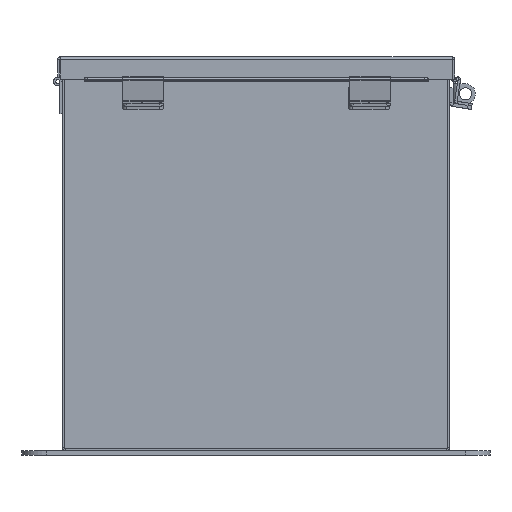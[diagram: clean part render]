
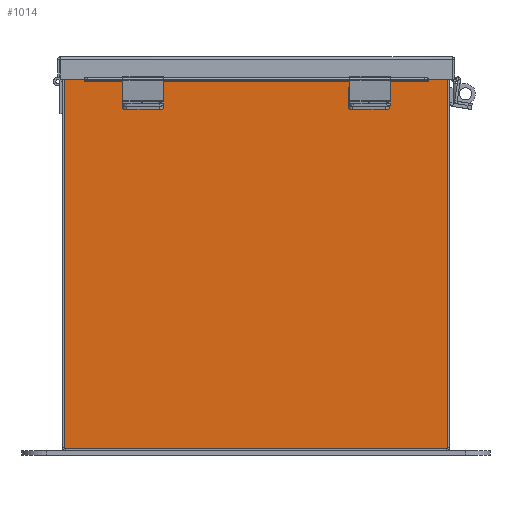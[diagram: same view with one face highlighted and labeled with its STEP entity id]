
A CAD part, front view. The second image highlights one B-rep face of the part: STEP entity #1014.
In plain terms, the highlighted face is planar.
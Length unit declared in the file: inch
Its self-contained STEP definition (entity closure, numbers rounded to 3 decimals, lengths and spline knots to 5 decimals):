
#129 = CARTESIAN_POINT ( 'NONE',  ( 5.5823, 0., 5.9123 ) ) ;
#338 = ORIENTED_EDGE ( 'NONE', *, *, #9999, .F. ) ;
#721 = CARTESIAN_POINT ( 'NONE',  ( -5.9253, 0., 5.9253 ) ) ;
#789 = VECTOR ( 'NONE', #14120, 39.37008 ) ;
#1014 = ADVANCED_FACE ( 'NONE', ( #7710 ), #5631, .F. ) ;
#1036 = DIRECTION ( 'NONE',  ( 0., 0., -1. ) ) ;
#1072 = LINE ( 'NONE', #8303, #12598 ) ;
#1360 = VERTEX_POINT ( 'NONE', #2940 ) ;
#1509 = VERTEX_POINT ( 'NONE', #9243 ) ;
#1717 = VECTOR ( 'NONE', #7511, 39.37008 ) ;
#1788 = VECTOR ( 'NONE', #15604, 39.37008 ) ;
#2289 = VERTEX_POINT ( 'NONE', #16730 ) ;
#2341 = VECTOR ( 'NONE', #18185, 39.37008 ) ;
#2562 = EDGE_CURVE ( 'NONE', #18623, #16591, #1072, .T. ) ;
#2811 = CARTESIAN_POINT ( 'NONE',  ( -5.60098, 0., 5.87495 ) ) ;
#2940 = CARTESIAN_POINT ( 'NONE',  ( 5.61965, 0., 5.9253 ) ) ;
#3198 = ORIENTED_EDGE ( 'NONE', *, *, #11670, .T. ) ;
#3387 = CARTESIAN_POINT ( 'NONE',  ( 5.61965, 0., 5.87495 ) ) ;
#3923 = EDGE_CURVE ( 'NONE', #16591, #10249, #14402, .T. ) ;
#4139 = CARTESIAN_POINT ( 'NONE',  ( -5.9253, 0., 5.9253 ) ) ;
#4285 = VECTOR ( 'NONE', #1036, 39.37008 ) ;
#4339 = DIRECTION ( 'NONE',  ( 0., 0., -1. ) ) ;
#4778 = CIRCLE ( 'NONE', #16914, 0.01867 ) ;
#5141 = DIRECTION ( 'NONE',  ( 0., 0., 1. ) ) ;
#5165 = CARTESIAN_POINT ( 'NONE',  ( -5.5823, 0., 0. ) ) ;
#5334 = ORIENTED_EDGE ( 'NONE', *, *, #13933, .F. ) ;
#5631 = PLANE ( 'NONE',  #9514 ) ;
#5780 = DIRECTION ( 'NONE',  ( 1., 0., 0. ) ) ;
#5917 = DIRECTION ( 'NONE',  ( 0., 1., 0. ) ) ;
#6010 = CARTESIAN_POINT ( 'NONE',  ( -5.61965, 0., 0. ) ) ;
#6072 = ORIENTED_EDGE ( 'NONE', *, *, #2562, .T. ) ;
#6447 = EDGE_LOOP ( 'NONE', ( #13101, #338, #5334, #18758, #12620, #6624, #7277, #8105, #3198, #6072, #18565, #11750 ) ) ;
#6486 = EDGE_CURVE ( 'NONE', #9735, #11967, #7285, .T. ) ;
#6617 = VERTEX_POINT ( 'NONE', #7545 ) ;
#6624 = ORIENTED_EDGE ( 'NONE', *, *, #14864, .F. ) ;
#6635 = CARTESIAN_POINT ( 'NONE',  ( -5.5823, 0., 5.9123 ) ) ;
#6825 = VECTOR ( 'NONE', #5780, 39.37008 ) ;
#7097 = CARTESIAN_POINT ( 'NONE',  ( -5.61965, 0., 5.87495 ) ) ;
#7122 = DIRECTION ( 'NONE',  ( 0., -1., 0. ) ) ;
#7198 = CARTESIAN_POINT ( 'NONE',  ( -5.5823, 0., 5.9123 ) ) ;
#7277 = ORIENTED_EDGE ( 'NONE', *, *, #8994, .F. ) ;
#7285 = LINE ( 'NONE', #7198, #6825 ) ;
#7495 = VERTEX_POINT ( 'NONE', #7097 ) ;
#7511 = DIRECTION ( 'NONE',  ( 0., 0., 1. ) ) ;
#7545 = CARTESIAN_POINT ( 'NONE',  ( -5.61965, 0., 5.9253 ) ) ;
#7623 = LINE ( 'NONE', #4139, #19066 ) ;
#7710 = FACE_OUTER_BOUND ( 'NONE', #6447, .T. ) ;
#7892 = CARTESIAN_POINT ( 'NONE',  ( 5.9253, 0., -5.9253 ) ) ;
#8090 = CARTESIAN_POINT ( 'NONE',  ( 5.5823, 0., 0. ) ) ;
#8105 = ORIENTED_EDGE ( 'NONE', *, *, #16491, .T. ) ;
#8115 = CARTESIAN_POINT ( 'NONE',  ( 5.61965, 0., 0. ) ) ;
#8303 = CARTESIAN_POINT ( 'NONE',  ( -5.9253, 0., -5.9253 ) ) ;
#8994 = EDGE_CURVE ( 'NONE', #1360, #13359, #10245, .T. ) ;
#9243 = CARTESIAN_POINT ( 'NONE',  ( 5.5823, 0., 5.87495 ) ) ;
#9514 = AXIS2_PLACEMENT_3D ( 'NONE', #14573, #7122, #17564 ) ;
#9716 = LINE ( 'NONE', #6010, #1717 ) ;
#9735 = VERTEX_POINT ( 'NONE', #6635 ) ;
#9786 = DIRECTION ( 'NONE',  ( 0., 0., 1. ) ) ;
#9955 = EDGE_CURVE ( 'NONE', #10249, #6617, #7623, .T. ) ;
#9999 = EDGE_CURVE ( 'NONE', #2289, #7495, #14629, .T. ) ;
#10098 = DIRECTION ( 'NONE',  ( 1., 0., 0. ) ) ;
#10245 = LINE ( 'NONE', #8115, #1788 ) ;
#10249 = VERTEX_POINT ( 'NONE', #13883 ) ;
#10328 = LINE ( 'NONE', #13693, #2341 ) ;
#10435 = VECTOR ( 'NONE', #9786, 39.37008 ) ;
#11073 = VERTEX_POINT ( 'NONE', #13019 ) ;
#11351 = LINE ( 'NONE', #5165, #789 ) ;
#11542 = CARTESIAN_POINT ( 'NONE',  ( 5.9253, 0., 5.9253 ) ) ;
#11670 = EDGE_CURVE ( 'NONE', #11073, #18623, #11794, .T. ) ;
#11750 = ORIENTED_EDGE ( 'NONE', *, *, #9955, .T. ) ;
#11794 = LINE ( 'NONE', #11542, #4285 ) ;
#11967 = VERTEX_POINT ( 'NONE', #129 ) ;
#12598 = VECTOR ( 'NONE', #17297, 39.37008 ) ;
#12620 = ORIENTED_EDGE ( 'NONE', *, *, #18709, .F. ) ;
#13019 = CARTESIAN_POINT ( 'NONE',  ( 5.9253, 0., 5.9253 ) ) ;
#13101 = ORIENTED_EDGE ( 'NONE', *, *, #14278, .F. ) ;
#13301 = DIRECTION ( 'NONE',  ( 0., 1., 0. ) ) ;
#13359 = VERTEX_POINT ( 'NONE', #3387 ) ;
#13693 = CARTESIAN_POINT ( 'NONE',  ( -5.9253, 0., 5.9253 ) ) ;
#13883 = CARTESIAN_POINT ( 'NONE',  ( -5.9253, 0., 5.9253 ) ) ;
#13933 = EDGE_CURVE ( 'NONE', #9735, #2289, #11351, .T. ) ;
#13950 = CARTESIAN_POINT ( 'NONE',  ( -5.9253, 0., -5.9253 ) ) ;
#14120 = DIRECTION ( 'NONE',  ( 0., 0., -1. ) ) ;
#14278 = EDGE_CURVE ( 'NONE', #7495, #6617, #9716, .T. ) ;
#14402 = LINE ( 'NONE', #721, #10435 ) ;
#14573 = CARTESIAN_POINT ( 'NONE',  ( 0., 0., 0. ) ) ;
#14629 = CIRCLE ( 'NONE', #16676, 0.01867 ) ;
#14861 = CARTESIAN_POINT ( 'NONE',  ( 5.60097, 0., 5.87495 ) ) ;
#14864 = EDGE_CURVE ( 'NONE', #13359, #1509, #4778, .T. ) ;
#15604 = DIRECTION ( 'NONE',  ( 0., 0., -1. ) ) ;
#16362 = DIRECTION ( 'NONE',  ( 0., 0., -1. ) ) ;
#16491 = EDGE_CURVE ( 'NONE', #1360, #11073, #10328, .T. ) ;
#16591 = VERTEX_POINT ( 'NONE', #13950 ) ;
#16676 = AXIS2_PLACEMENT_3D ( 'NONE', #2811, #13301, #4339 ) ;
#16730 = CARTESIAN_POINT ( 'NONE',  ( -5.5823, 0., 5.87495 ) ) ;
#16914 = AXIS2_PLACEMENT_3D ( 'NONE', #14861, #5917, #16362 ) ;
#17297 = DIRECTION ( 'NONE',  ( -1., 0., 0. ) ) ;
#17564 = DIRECTION ( 'NONE',  ( 0., 0., -1. ) ) ;
#18185 = DIRECTION ( 'NONE',  ( 1., 0., 0. ) ) ;
#18208 = VECTOR ( 'NONE', #5141, 39.37008 ) ;
#18565 = ORIENTED_EDGE ( 'NONE', *, *, #3923, .T. ) ;
#18623 = VERTEX_POINT ( 'NONE', #7892 ) ;
#18675 = LINE ( 'NONE', #8090, #18208 ) ;
#18709 = EDGE_CURVE ( 'NONE', #1509, #11967, #18675, .T. ) ;
#18758 = ORIENTED_EDGE ( 'NONE', *, *, #6486, .T. ) ;
#19066 = VECTOR ( 'NONE', #10098, 39.37008 ) ;
